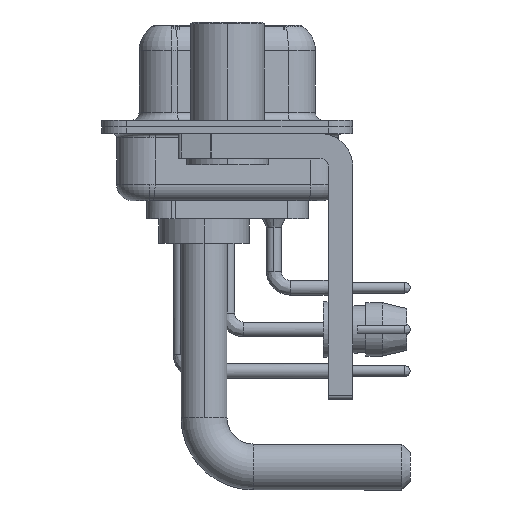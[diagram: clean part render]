
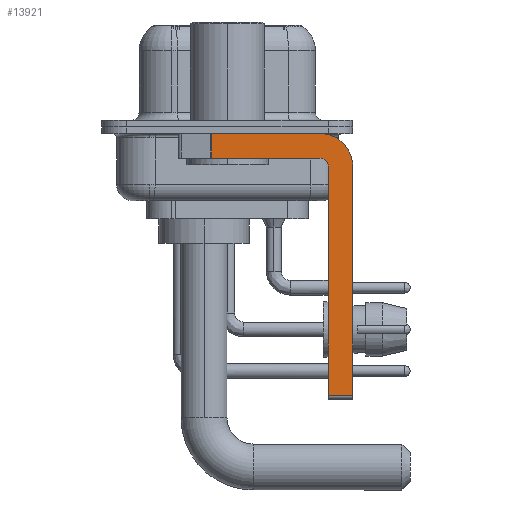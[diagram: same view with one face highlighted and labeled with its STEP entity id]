
A CAD part, left-side view. The second image highlights one B-rep face of the part: STEP entity #13921.
In plain terms, the highlighted planar face has unit normal (-1, 0, 0).
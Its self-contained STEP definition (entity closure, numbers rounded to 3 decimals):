
#735 = CARTESIAN_POINT ( 'NONE',  ( -2.9, -6.15, -16.6 ) ) ;
#1529 = CIRCLE ( 'NONE', #33664, 0.5 ) ;
#2646 = LINE ( 'NONE', #17075, #18779 ) ;
#2661 = VERTEX_POINT ( 'NONE', #24055 ) ;
#3211 = LINE ( 'NONE', #735, #24072 ) ;
#3778 = ORIENTED_EDGE ( 'NONE', *, *, #10773, .F. ) ;
#4222 = VERTEX_POINT ( 'NONE', #37301 ) ;
#5130 = VERTEX_POINT ( 'NONE', #37402 ) ;
#5169 = CARTESIAN_POINT ( 'NONE',  ( -2.9, -5.65, -1.9 ) ) ;
#5838 = VECTOR ( 'NONE', #26506, 1000. ) ;
#6077 = ORIENTED_EDGE ( 'NONE', *, *, #36997, .F. ) ;
#7762 = ORIENTED_EDGE ( 'NONE', *, *, #12067, .F. ) ;
#8546 = EDGE_CURVE ( 'NONE', #4222, #2661, #3211, .T. ) ;
#8726 = AXIS2_PLACEMENT_3D ( 'NONE', #30307, #18553, #27118 ) ;
#10321 = LINE ( 'NONE', #33662, #36143 ) ;
#10595 = ORIENTED_EDGE ( 'NONE', *, *, #11852, .T. ) ;
#10773 = EDGE_CURVE ( 'NONE', #2661, #19795, #1529, .T. ) ;
#11852 = EDGE_CURVE ( 'NONE', #25339, #5130, #11881, .T. ) ;
#11881 = LINE ( 'NONE', #31607, #5838 ) ;
#12067 = EDGE_CURVE ( 'NONE', #36893, #23301, #10321, .T. ) ;
#13247 = ORIENTED_EDGE ( 'NONE', *, *, #30032, .F. ) ;
#13573 = CARTESIAN_POINT ( 'NONE',  ( -2.9, -5.65, -16.35 ) ) ;
#13921 = ADVANCED_FACE ( 'NONE', ( #29055 ), #35290, .F. ) ;
#13945 = DIRECTION ( 'NONE',  ( 0., 0., -1. ) ) ;
#14630 = DIRECTION ( 'NONE',  ( 1., 0., 0. ) ) ;
#14801 = DIRECTION ( 'NONE',  ( 0., 0., 1. ) ) ;
#15218 = EDGE_LOOP ( 'NONE', ( #6077, #10595, #33407, #3778, #34518, #32659, #7762, #13247 ) ) ;
#15395 = DIRECTION ( 'NONE',  ( 0., 0., 1. ) ) ;
#17075 = CARTESIAN_POINT ( 'NONE',  ( -2.9, -5.65, -1.9 ) ) ;
#17472 = DIRECTION ( 'NONE',  ( -1., 0., 0. ) ) ;
#18144 = CARTESIAN_POINT ( 'NONE',  ( -2.9, -5.65, -0.4 ) ) ;
#18553 = DIRECTION ( 'NONE',  ( 1., 0., 0. ) ) ;
#18779 = VECTOR ( 'NONE', #28675, 1000. ) ;
#19060 = LINE ( 'NONE', #13573, #33561 ) ;
#19795 = VERTEX_POINT ( 'NONE', #5169 ) ;
#20325 = CARTESIAN_POINT ( 'NONE',  ( -2.9, -5.65, -2.4 ) ) ;
#20507 = CARTESIAN_POINT ( 'NONE',  ( -2.9, -5.65, -2.4 ) ) ;
#21184 = CARTESIAN_POINT ( 'NONE',  ( -2.9, 0.978, -0.4 ) ) ;
#23233 = VECTOR ( 'NONE', #31917, 1000. ) ;
#23301 = VERTEX_POINT ( 'NONE', #26610 ) ;
#24055 = CARTESIAN_POINT ( 'NONE',  ( -2.9, -6.15, -2.4 ) ) ;
#24072 = VECTOR ( 'NONE', #14801, 1000. ) ;
#25339 = VERTEX_POINT ( 'NONE', #21184 ) ;
#26217 = DIRECTION ( 'NONE',  ( 0., 0., -1. ) ) ;
#26506 = DIRECTION ( 'NONE',  ( 0., 0., -1. ) ) ;
#26610 = CARTESIAN_POINT ( 'NONE',  ( -2.9, -7.65, -16.35 ) ) ;
#27118 = DIRECTION ( 'NONE',  ( 0., 0., -1. ) ) ;
#27773 = CARTESIAN_POINT ( 'NONE',  ( -2.9, -7.65, -2.4 ) ) ;
#28534 = CARTESIAN_POINT ( 'NONE',  ( -2.9, 3., -0.4 ) ) ;
#28675 = DIRECTION ( 'NONE',  ( 0., 1., 0. ) ) ;
#29055 = FACE_OUTER_BOUND ( 'NONE', #15218, .T. ) ;
#29533 = EDGE_CURVE ( 'NONE', #4222, #23301, #19060, .T. ) ;
#30032 = EDGE_CURVE ( 'NONE', #35789, #36893, #30550, .T. ) ;
#30307 = CARTESIAN_POINT ( 'NONE',  ( -2.9, -5.65, -2.4 ) ) ;
#30550 = CIRCLE ( 'NONE', #8726, 2. ) ;
#30627 = DIRECTION ( 'NONE',  ( 0., -1., 0. ) ) ;
#30812 = AXIS2_PLACEMENT_3D ( 'NONE', #20507, #14630, #26217 ) ;
#31607 = CARTESIAN_POINT ( 'NONE',  ( -2.9, 0.978, -1.9 ) ) ;
#31917 = DIRECTION ( 'NONE',  ( 0., -1., 0. ) ) ;
#32659 = ORIENTED_EDGE ( 'NONE', *, *, #29533, .T. ) ;
#33026 = EDGE_CURVE ( 'NONE', #19795, #5130, #2646, .T. ) ;
#33407 = ORIENTED_EDGE ( 'NONE', *, *, #33026, .F. ) ;
#33561 = VECTOR ( 'NONE', #30627, 1000. ) ;
#33662 = CARTESIAN_POINT ( 'NONE',  ( -2.9, -7.65, -2.4 ) ) ;
#33664 = AXIS2_PLACEMENT_3D ( 'NONE', #20325, #17472, #15395 ) ;
#34518 = ORIENTED_EDGE ( 'NONE', *, *, #8546, .F. ) ;
#34767 = LINE ( 'NONE', #28534, #23233 ) ;
#35290 = PLANE ( 'NONE',  #30812 ) ;
#35789 = VERTEX_POINT ( 'NONE', #18144 ) ;
#36143 = VECTOR ( 'NONE', #13945, 1000. ) ;
#36893 = VERTEX_POINT ( 'NONE', #27773 ) ;
#36997 = EDGE_CURVE ( 'NONE', #25339, #35789, #34767, .T. ) ;
#37301 = CARTESIAN_POINT ( 'NONE',  ( -2.9, -6.15, -16.35 ) ) ;
#37402 = CARTESIAN_POINT ( 'NONE',  ( -2.9, 0.978, -1.9 ) ) ;
